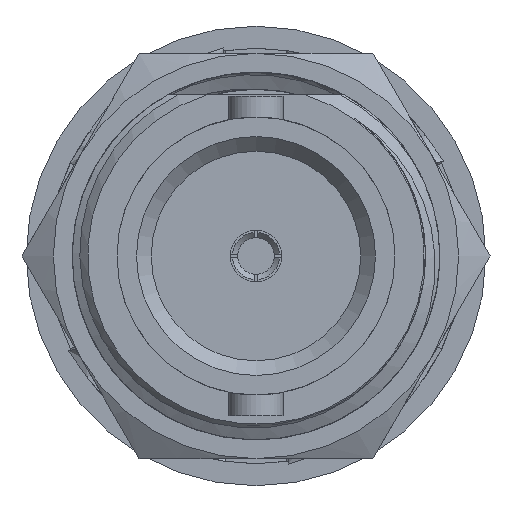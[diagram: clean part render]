
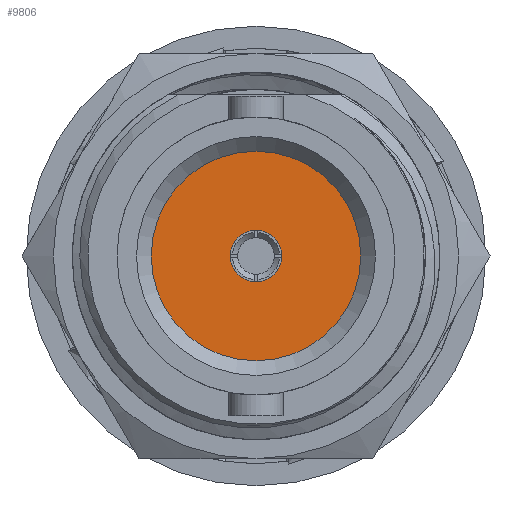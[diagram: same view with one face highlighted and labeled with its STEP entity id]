
A CAD part, left-side view. The second image highlights one B-rep face of the part: STEP entity #9806.
In plain terms, the highlighted planar face has unit normal (-1, 0, 0).
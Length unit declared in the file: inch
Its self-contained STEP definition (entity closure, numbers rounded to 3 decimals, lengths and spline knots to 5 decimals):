
#981 = FACE_BOUND ( 'NONE', #9360, .T. ) ;
#1331 = CIRCLE ( 'NONE', #17344, 0.1425 ) ;
#1754 = CIRCLE ( 'NONE', #16743, 0.035 ) ;
#2348 = FACE_OUTER_BOUND ( 'NONE', #6080, .T. ) ;
#2489 = EDGE_CURVE ( 'NONE', #3525, #3525, #1754, .T. ) ;
#3510 = PLANE ( 'NONE',  #3987 ) ;
#3525 = VERTEX_POINT ( 'NONE', #18085 ) ;
#3987 = AXIS2_PLACEMENT_3D ( 'NONE', #13567, #4753, #16310 ) ;
#4753 = DIRECTION ( 'NONE',  ( -1., 0., 0. ) ) ;
#6080 = EDGE_LOOP ( 'NONE', ( #12380 ) ) ;
#8304 = VERTEX_POINT ( 'NONE', #9603 ) ;
#8806 = DIRECTION ( 'NONE',  ( 0., 0., -1. ) ) ;
#9360 = EDGE_LOOP ( 'NONE', ( #13936 ) ) ;
#9603 = CARTESIAN_POINT ( 'NONE',  ( 0.38, 0., -0.1425 ) ) ;
#9806 = ADVANCED_FACE ( 'NONE', ( #981, #2348 ), #3510, .T. ) ;
#11106 = DIRECTION ( 'NONE',  ( 0., 0., 1. ) ) ;
#12380 = ORIENTED_EDGE ( 'NONE', *, *, #13174, .T. ) ;
#13174 = EDGE_CURVE ( 'NONE', #8304, #8304, #1331, .T. ) ;
#13567 = CARTESIAN_POINT ( 'NONE',  ( 0.38, 0., 0. ) ) ;
#13936 = ORIENTED_EDGE ( 'NONE', *, *, #2489, .T. ) ;
#14407 = CARTESIAN_POINT ( 'NONE',  ( 0.38, 0., 0. ) ) ;
#15987 = DIRECTION ( 'NONE',  ( -1., 0., 0. ) ) ;
#16310 = DIRECTION ( 'NONE',  ( 0., 0., -1. ) ) ;
#16743 = AXIS2_PLACEMENT_3D ( 'NONE', #18266, #16988, #11106 ) ;
#16988 = DIRECTION ( 'NONE',  ( 1., 0., 0. ) ) ;
#17344 = AXIS2_PLACEMENT_3D ( 'NONE', #14407, #15987, #8806 ) ;
#18085 = CARTESIAN_POINT ( 'NONE',  ( 0.38, 0., 0.035 ) ) ;
#18266 = CARTESIAN_POINT ( 'NONE',  ( 0.38, 0., 0. ) ) ;
